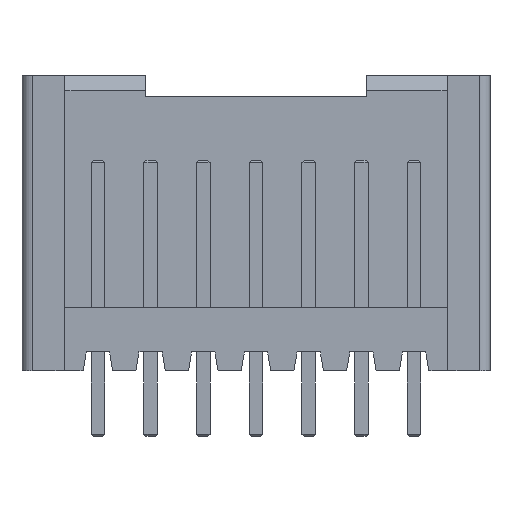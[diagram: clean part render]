
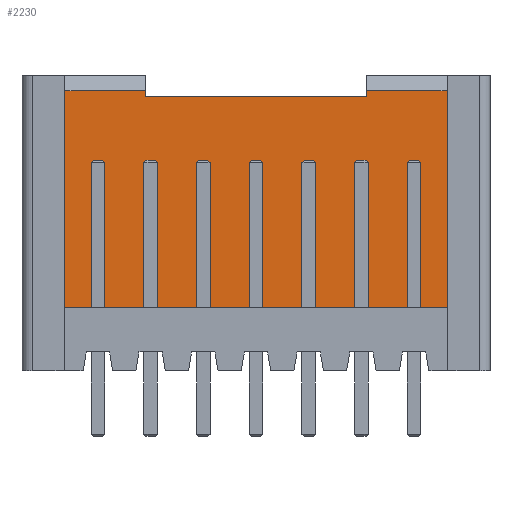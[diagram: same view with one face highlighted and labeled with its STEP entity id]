
A CAD part, front view. The second image highlights one B-rep face of the part: STEP entity #2230.
In plain terms, the highlighted planar face has unit normal (0, -1, 0).
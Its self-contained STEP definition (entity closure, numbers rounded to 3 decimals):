
#13=DIRECTION('',(0.,0.,1.));
#30=DIRECTION('',(1.,0.,0.));
#38=VECTOR('',#39,1.);
#39=DIRECTION('',(1.,0.));
#40=( GEOMETRIC_REPRESENTATION_CONTEXT(2) PARAMETRIC_REPRESENTATION_CONTEXT() REPRESENTATION_CONTEXT('2D SPACE','') );
#45=DIRECTION('',(0.,1.,0.));
#60=DIRECTION('',(0.,-1.,0.));
#66=DIRECTION('',(0.,-1.));
#84=CARTESIAN_POINT('',(0.,0.));
#91=VECTOR('',#66,1.);
#109=DIRECTION('',(-1.,0.,0.));
#160=VECTOR('',#161,1.);
#161=DIRECTION('',(-1.,0.));
#186=VECTOR('',#109,1.);
#192=PLANE('',#193);
#193=AXIS2_PLACEMENT_3D('',#194,#195,#196);
#194=CARTESIAN_POINT('',(17.8,3.1,13.65));
#195=DIRECTION('',(0.,0.707,-0.707));
#196=DIRECTION('',(1.,0.,0.));
#208=PLANE('',#209);
#209=AXIS2_PLACEMENT_3D('',#210,#109,#13);
#210=CARTESIAN_POINT('',(2.25,3.75,13.));
#233=VECTOR('',#13,1.);
#253=CARTESIAN_POINT('',(12.75,3.75,13.));
#261=PLANE('',#262);
#262=AXIS2_PLACEMENT_3D('',#253,#263,#109);
#263=DIRECTION('',(0.,0.,-1.));
#267=CARTESIAN_POINT('',(12.75,3.75,14.));
#270=VECTOR('',#263,1.);
#276=PLANE('',#277);
#277=AXIS2_PLACEMENT_3D('',#267,#30,#263);
#616=VERTEX_POINT('',#617);
#617=CARTESIAN_POINT('',(2.25,2.75,13.));
#621=DEFINITIONAL_REPRESENTATION('',(#622),#40);
#622=LINE('',#84,#91);
#628=EDGE_CURVE('',#616,#629,#631,.T.);
#629=VERTEX_POINT('',#630);
#630=CARTESIAN_POINT('',(2.25,2.75,13.3));
#631=SURFACE_CURVE('',#632,(#634,#639),.PCURVE_S1.);
#632=LINE('',#633,#233);
#633=CARTESIAN_POINT('',(2.25,2.75,13.5));
#634=PCURVE('',#208,#635);
#635=DEFINITIONAL_REPRESENTATION('',(#636),#40);
#636=B_SPLINE_CURVE_WITH_KNOTS('',1,(#637,#638),.UNSPECIFIED.,.F.,.F.,(2,2),(-0.6,0.6),.PIECEWISE_BEZIER_KNOTS.);
#637=CARTESIAN_POINT('',(-0.1,-1.));
#638=CARTESIAN_POINT('',(1.1,-1.));
#639=PCURVE('',#640,#643);
#640=PLANE('',#641);
#641=AXIS2_PLACEMENT_3D('',#642,#45,#109);
#642=CARTESIAN_POINT('',(17.8,2.75,14.));
#643=DEFINITIONAL_REPRESENTATION('',(#644),#40);
#644=B_SPLINE_CURVE_WITH_KNOTS('',1,(#645,#646),.UNSPECIFIED.,.F.,.F.,(2,2),(-0.6,0.6),.PIECEWISE_BEZIER_KNOTS.);
#645=CARTESIAN_POINT('',(15.55,-1.1));
#646=CARTESIAN_POINT('',(15.55,0.1));
#670=VERTEX_POINT('',#671);
#671=CARTESIAN_POINT('',(-2.8,2.75,13.3));
#689=ORIENTED_EDGE('',*,*,#690,.F.);
#690=EDGE_CURVE('',#629,#670,#691,.T.);
#691=SURFACE_CURVE('',#692,(#694,#698),.PCURVE_S1.);
#692=LINE('',#693,#186);
#693=CARTESIAN_POINT('',(17.8,2.75,13.3));
#694=PCURVE('',#192,#695);
#695=DEFINITIONAL_REPRESENTATION('',(#696),#40);
#696=LINE('',#697,#160);
#697=CARTESIAN_POINT('',(-0.,0.495));
#698=PCURVE('',#640,#699);
#699=DEFINITIONAL_REPRESENTATION('',(#700),#40);
#700=LINE('',#701,#38);
#701=CARTESIAN_POINT('',(0.,-0.7));
#730=PLANE('',#731);
#731=AXIS2_PLACEMENT_3D('',#732,#109,#60);
#732=CARTESIAN_POINT('',(-2.8,2.75,14.));
#784=PLANE('',#785);
#785=AXIS2_PLACEMENT_3D('',#786,#13,#30);
#786=CARTESIAN_POINT('',(7.5,0.,3.));
#797=VECTOR('',#798,1.);
#798=DIRECTION('',(-0.,-0.,-1.));
#2171=VERTEX_POINT('',#2172);
#2172=CARTESIAN_POINT('',(12.75,2.75,13.3));
#2189=EDGE_CURVE('',#2171,#2190,#2192,.T.);
#2190=VERTEX_POINT('',#2191);
#2191=CARTESIAN_POINT('',(12.75,2.75,13.));
#2192=SURFACE_CURVE('',#2193,(#2195,#2199),.PCURVE_S1.);
#2193=LINE('',#2194,#270);
#2194=CARTESIAN_POINT('',(12.75,2.75,14.));
#2195=PCURVE('',#276,#2196);
#2196=DEFINITIONAL_REPRESENTATION('',(#2197),#40);
#2197=B_SPLINE_CURVE_WITH_KNOTS('',1,(#2198,#638),.UNSPECIFIED.,.F.,.F.,(2,2),(-0.1,1.1),.PIECEWISE_BEZIER_KNOTS.);
#2198=CARTESIAN_POINT('',(-0.1,-1.));
#2199=PCURVE('',#640,#2200);
#2200=DEFINITIONAL_REPRESENTATION('',(#2201),#40);
#2201=B_SPLINE_CURVE_WITH_KNOTS('',1,(#2202,#2203),.UNSPECIFIED.,.F.,.F.,(2,2),(-0.1,1.1),.PIECEWISE_BEZIER_KNOTS.);
#2202=CARTESIAN_POINT('',(5.05,0.1));
#2203=CARTESIAN_POINT('',(5.05,-1.1));
#2215=EDGE_CURVE('',#2190,#616,#2216,.T.);
#2216=SURFACE_CURVE('',#2217,(#2219,#2224),.PCURVE_S1.);
#2217=LINE('',#2218,#186);
#2218=CARTESIAN_POINT('',(15.275,2.75,13.));
#2219=PCURVE('',#261,#2220);
#2220=DEFINITIONAL_REPRESENTATION('',(#2221),#40);
#2221=B_SPLINE_CURVE_WITH_KNOTS('',1,(#2222,#2223),.UNSPECIFIED.,.F.,.F.,(2,2),(1.475,14.075),.PIECEWISE_BEZIER_KNOTS.);
#2222=CARTESIAN_POINT('',(-1.05,-1.));
#2223=CARTESIAN_POINT('',(11.55,-1.));
#2224=PCURVE('',#640,#2225);
#2225=DEFINITIONAL_REPRESENTATION('',(#2226),#40);
#2226=B_SPLINE_CURVE_WITH_KNOTS('',1,(#2227,#2228),.UNSPECIFIED.,.F.,.F.,(2,2),(1.475,14.075),.PIECEWISE_BEZIER_KNOTS.);
#2227=CARTESIAN_POINT('',(4.,-1.));
#2228=CARTESIAN_POINT('',(16.6,-1.));
#2230=ADVANCED_FACE('',(#2231),#640,.F.);
#2231=FACE_BOUND('',#2232,.F.);
#2232=EDGE_LOOP('',(#2233,#2237,#2251,#2265,#689,#2274,#2275,#2276));
#2233=ORIENTED_EDGE('',*,*,#2234,.F.);
#2234=EDGE_CURVE('',#2235,#2171,#2236,.T.);
#2235=VERTEX_POINT('',#693);
#2236=SURFACE_CURVE('',#692,(#698,#694),.PCURVE_S1.);
#2237=ORIENTED_EDGE('',*,*,#2238,.T.);
#2238=EDGE_CURVE('',#2235,#2239,#2241,.T.);
#2239=VERTEX_POINT('',#2240);
#2240=CARTESIAN_POINT('',(17.8,2.75,3.));
#2241=SURFACE_CURVE('',#2242,(#2243,#2244),.PCURVE_S1.);
#2242=LINE('',#642,#797);
#2243=PCURVE('',#640,#621);
#2244=PCURVE('',#2245,#2248);
#2245=PLANE('',#2246);
#2246=AXIS2_PLACEMENT_3D('',#2247,#30,#45);
#2247=CARTESIAN_POINT('',(17.8,-2.75,14.));
#2248=DEFINITIONAL_REPRESENTATION('',(#2249),#40);
#2249=LINE('',#2250,#91);
#2250=CARTESIAN_POINT('',(5.5,0.));
#2251=ORIENTED_EDGE('',*,*,#2252,.T.);
#2252=EDGE_CURVE('',#2239,#2253,#2255,.T.);
#2253=VERTEX_POINT('',#2254);
#2254=CARTESIAN_POINT('',(-2.8,2.75,3.));
#2255=SURFACE_CURVE('',#2256,(#2257,#2261),.PCURVE_S1.);
#2256=LINE('',#2240,#186);
#2257=PCURVE('',#640,#2258);
#2258=DEFINITIONAL_REPRESENTATION('',(#2259),#40);
#2259=LINE('',#2260,#38);
#2260=CARTESIAN_POINT('',(0.,-11.));
#2261=PCURVE('',#784,#2262);
#2262=DEFINITIONAL_REPRESENTATION('',(#2263),#40);
#2263=LINE('',#2264,#160);
#2264=CARTESIAN_POINT('',(10.3,2.75));
#2265=ORIENTED_EDGE('',*,*,#2266,.F.);
#2266=EDGE_CURVE('',#670,#2253,#2267,.T.);
#2267=SURFACE_CURVE('',#2268,(#2269,#2273),.PCURVE_S1.);
#2268=LINE('',#732,#797);
#2269=PCURVE('',#640,#2270);
#2270=DEFINITIONAL_REPRESENTATION('',(#2271),#40);
#2271=LINE('',#2272,#91);
#2272=CARTESIAN_POINT('',(20.6,0.));
#2273=PCURVE('',#730,#621);
#2274=ORIENTED_EDGE('',*,*,#628,.F.);
#2275=ORIENTED_EDGE('',*,*,#2215,.F.);
#2276=ORIENTED_EDGE('',*,*,#2189,.F.);
